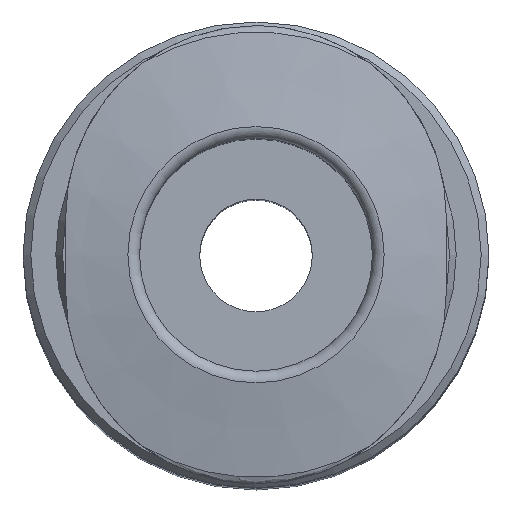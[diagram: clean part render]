
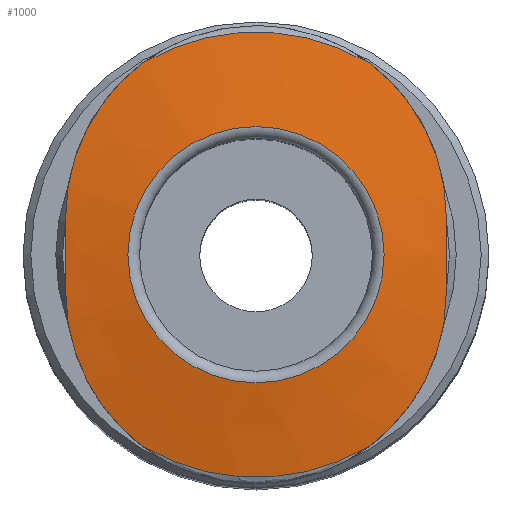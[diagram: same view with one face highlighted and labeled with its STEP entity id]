
A CAD part, top view. The second image highlights one B-rep face of the part: STEP entity #1000.
In plain terms, the highlighted conical face has half-angle 80 degrees and reference radius 3.3 mm.
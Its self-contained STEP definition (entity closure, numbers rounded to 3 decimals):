
#85=B_SPLINE_CURVE_WITH_KNOTS('',3,(#1368,#1369,#1370,#1371),
 .UNSPECIFIED.,.F.,.F.,(4,4),(0.,0.005),
 .UNSPECIFIED.);
#86=B_SPLINE_CURVE_WITH_KNOTS('',3,(#1373,#1374,#1375,#1376),
 .UNSPECIFIED.,.F.,.F.,(4,4),(0.002,0.004),
 .UNSPECIFIED.);
#87=B_SPLINE_CURVE_WITH_KNOTS('',3,(#1378,#1379,#1380,#1381),
 .UNSPECIFIED.,.F.,.F.,(4,4),(0.,0.005),
 .UNSPECIFIED.);
#88=B_SPLINE_CURVE_WITH_KNOTS('',3,(#1385,#1386,#1387,#1388),
 .UNSPECIFIED.,.F.,.F.,(4,4),(0.,0.005),
 .UNSPECIFIED.);
#89=B_SPLINE_CURVE_WITH_KNOTS('',3,(#1390,#1391,#1392,#1393),
 .UNSPECIFIED.,.F.,.F.,(4,4),(0.002,0.004),
 .UNSPECIFIED.);
#90=B_SPLINE_CURVE_WITH_KNOTS('',3,(#1395,#1396,#1397,#1398),
 .UNSPECIFIED.,.F.,.F.,(4,4),(0.,0.005),
 .UNSPECIFIED.);
#105=ORIENTED_EDGE('',*,*,#259,.F.);
#106=ORIENTED_EDGE('',*,*,#260,.F.);
#107=ORIENTED_EDGE('',*,*,#261,.F.);
#108=ORIENTED_EDGE('',*,*,#262,.F.);
#109=ORIENTED_EDGE('',*,*,#263,.F.);
#110=ORIENTED_EDGE('',*,*,#264,.F.);
#111=ORIENTED_EDGE('',*,*,#265,.F.);
#112=ORIENTED_EDGE('',*,*,#266,.F.);
#113=ORIENTED_EDGE('',*,*,#267,.T.);
#259=EDGE_CURVE('',#336,#337,#401,.T.);
#260=EDGE_CURVE('',#338,#336,#85,.T.);
#261=EDGE_CURVE('',#339,#338,#86,.T.);
#262=EDGE_CURVE('',#340,#339,#87,.T.);
#263=EDGE_CURVE('',#341,#340,#402,.T.);
#264=EDGE_CURVE('',#342,#341,#88,.T.);
#265=EDGE_CURVE('',#343,#342,#89,.T.);
#266=EDGE_CURVE('',#337,#343,#90,.T.);
#267=EDGE_CURVE('',#344,#344,#403,.T.);
#336=VERTEX_POINT('',#1366);
#337=VERTEX_POINT('',#1367);
#338=VERTEX_POINT('',#1372);
#339=VERTEX_POINT('',#1377);
#340=VERTEX_POINT('',#1382);
#341=VERTEX_POINT('',#1384);
#342=VERTEX_POINT('',#1389);
#343=VERTEX_POINT('',#1394);
#344=VERTEX_POINT('',#1400);
#401=CIRCLE('',#1059,5.735);
#402=CIRCLE('',#1060,5.735);
#403=CIRCLE('',#1061,3.3);
#446=EDGE_LOOP('',(#105,#106,#107,#108,#109,#110,#111,#112));
#447=EDGE_LOOP('',(#113));
#536=FACE_BOUND('',#446,.T.);
#537=FACE_BOUND('',#447,.T.);
#626=CONICAL_SURFACE('',#1058,3.3,1.396);
#1000=ADVANCED_FACE('',(#536,#537),#626,.T.);
#1058=AXIS2_PLACEMENT_3D('',#1364,#1157,#1158);
#1059=AXIS2_PLACEMENT_3D('',#1365,#1159,#1160);
#1060=AXIS2_PLACEMENT_3D('',#1383,#1161,#1162);
#1061=AXIS2_PLACEMENT_3D('',#1399,#1163,#1164);
#1157=DIRECTION('',(0.,0.,-1.));
#1158=DIRECTION('',(-1.,0.,0.));
#1159=DIRECTION('',(0.,0.,-1.));
#1160=DIRECTION('',(-1.,0.,0.));
#1161=DIRECTION('',(0.,0.,-1.));
#1162=DIRECTION('',(-1.,0.,0.));
#1163=DIRECTION('',(0.,0.,-1.));
#1164=DIRECTION('',(-1.,0.,0.));
#1364=CARTESIAN_POINT('',(0.,0.,38.8));
#1365=CARTESIAN_POINT('',(0.,0.,38.371));
#1366=CARTESIAN_POINT('',(-2.915,4.939,38.371));
#1367=CARTESIAN_POINT('',(2.915,4.939,38.371));
#1368=CARTESIAN_POINT('',(-4.9,1.,38.5));
#1369=CARTESIAN_POINT('',(-4.9,2.538,38.446));
#1370=CARTESIAN_POINT('',(-4.151,4.024,38.399));
#1371=CARTESIAN_POINT('',(-2.915,4.939,38.371));
#1372=CARTESIAN_POINT('',(-4.9,1.,38.5));
#1373=CARTESIAN_POINT('',(-4.9,-1.,38.5));
#1374=CARTESIAN_POINT('',(-4.9,-0.333,38.524));
#1375=CARTESIAN_POINT('',(-4.9,0.333,38.524));
#1376=CARTESIAN_POINT('',(-4.9,1.,38.5));
#1377=CARTESIAN_POINT('',(-4.9,-1.,38.5));
#1378=CARTESIAN_POINT('',(-2.915,-4.939,38.371));
#1379=CARTESIAN_POINT('',(-4.151,-4.024,38.399));
#1380=CARTESIAN_POINT('',(-4.9,-2.537,38.446));
#1381=CARTESIAN_POINT('',(-4.9,-1.,38.5));
#1382=CARTESIAN_POINT('',(-2.915,-4.939,38.371));
#1383=CARTESIAN_POINT('',(0.,0.,38.371));
#1384=CARTESIAN_POINT('',(2.915,-4.939,38.371));
#1385=CARTESIAN_POINT('',(4.9,-1.,38.5));
#1386=CARTESIAN_POINT('',(4.9,-2.538,38.446));
#1387=CARTESIAN_POINT('',(4.151,-4.024,38.399));
#1388=CARTESIAN_POINT('',(2.915,-4.939,38.371));
#1389=CARTESIAN_POINT('',(4.9,-1.,38.5));
#1390=CARTESIAN_POINT('',(4.9,1.,38.5));
#1391=CARTESIAN_POINT('',(4.9,0.333,38.524));
#1392=CARTESIAN_POINT('',(4.9,-0.333,38.524));
#1393=CARTESIAN_POINT('',(4.9,-1.,38.5));
#1394=CARTESIAN_POINT('',(4.9,1.,38.5));
#1395=CARTESIAN_POINT('',(2.915,4.939,38.371));
#1396=CARTESIAN_POINT('',(4.151,4.024,38.399));
#1397=CARTESIAN_POINT('',(4.9,2.537,38.446));
#1398=CARTESIAN_POINT('',(4.9,1.,38.5));
#1399=CARTESIAN_POINT('',(0.,0.,38.8));
#1400=CARTESIAN_POINT('',(-3.3,0.,38.8));
